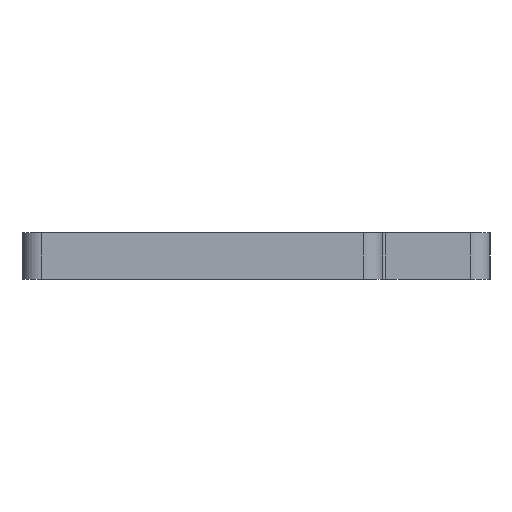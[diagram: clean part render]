
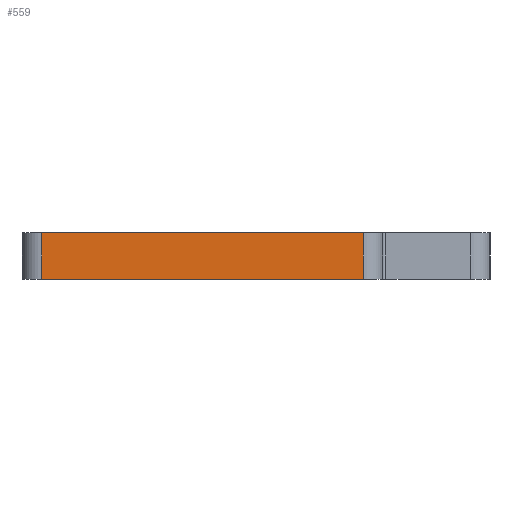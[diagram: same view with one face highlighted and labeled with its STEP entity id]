
A CAD part, left-side view. The second image highlights one B-rep face of the part: STEP entity #559.
In plain terms, the highlighted planar face has unit normal (-1, 0, 0).
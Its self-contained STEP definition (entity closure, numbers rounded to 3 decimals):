
#387=CARTESIAN_POINT('',(-108.6,-17.,-1.6));
#388=VERTEX_POINT('',#387);
#396=CARTESIAN_POINT('',(-108.6,34.,-1.6));
#397=VERTEX_POINT('',#396);
#398=CARTESIAN_POINT('',(-108.6,-17.,-1.6));
#399=DIRECTION('',(0.,1.,0.));
#400=VECTOR('',#399,51.);
#401=LINE('',#398,#400);
#402=EDGE_CURVE('',#388,#397,#401,.T.);
#516=CARTESIAN_POINT('',(-108.6,34.,5.8));
#517=VERTEX_POINT('',#516);
#518=CARTESIAN_POINT('',(-108.6,34.,-1.6));
#519=DIRECTION('',(0.,0.,1.));
#520=VECTOR('',#519,7.4);
#521=LINE('',#518,#520);
#522=EDGE_CURVE('',#397,#517,#521,.T.);
#536=CARTESIAN_POINT('',(-108.6,8.5,-1.6));
#537=DIRECTION('',(1.,0.,0.));
#538=DIRECTION('',(0.,0.,-1.));
#539=AXIS2_PLACEMENT_3D('',#536,#537,#538);
#540=PLANE('',#539);
#541=CARTESIAN_POINT('',(-108.6,-17.,5.8));
#542=VERTEX_POINT('',#541);
#543=CARTESIAN_POINT('',(-108.6,-17.,-1.6));
#544=DIRECTION('',(0.,0.,1.));
#545=VECTOR('',#544,7.4);
#546=LINE('',#543,#545);
#547=EDGE_CURVE('',#388,#542,#546,.T.);
#548=ORIENTED_EDGE('',*,*,#547,.T.);
#549=CARTESIAN_POINT('',(-108.6,-17.,5.8));
#550=DIRECTION('',(0.,1.,0.));
#551=VECTOR('',#550,51.);
#552=LINE('',#549,#551);
#553=EDGE_CURVE('',#542,#517,#552,.T.);
#554=ORIENTED_EDGE('',*,*,#553,.T.);
#555=ORIENTED_EDGE('',*,*,#522,.F.);
#556=ORIENTED_EDGE('',*,*,#402,.F.);
#557=EDGE_LOOP('',(#548,#554,#555,#556));
#558=FACE_BOUND('',#557,.T.);
#559=ADVANCED_FACE('',(#558),#540,.F.);
